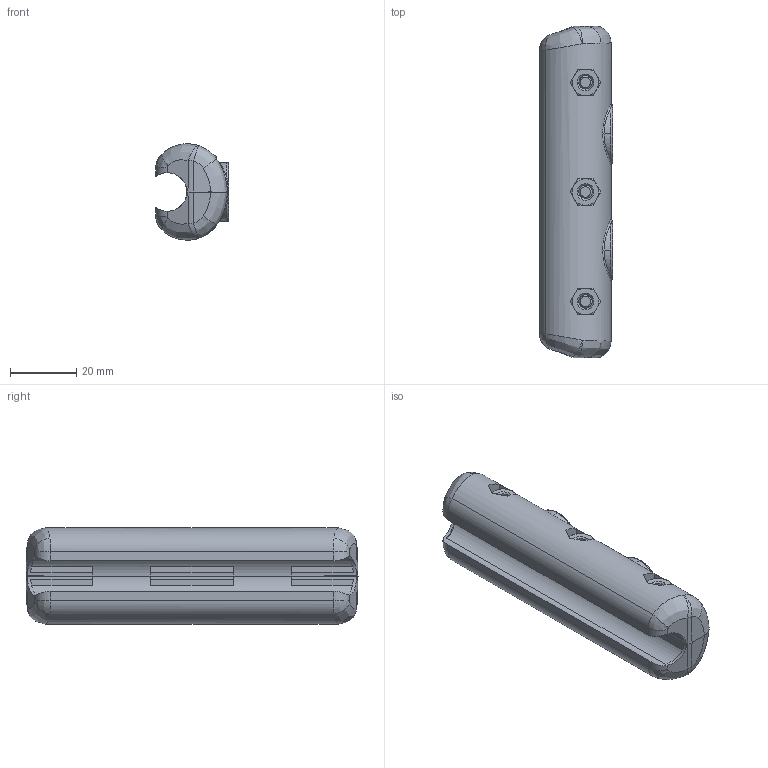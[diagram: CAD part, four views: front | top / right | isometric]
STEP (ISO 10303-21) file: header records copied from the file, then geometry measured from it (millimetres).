
FILE_DESCRIPTION (( 'STEP AP214' ), '1' );
FILE_NAME ('Rexnord-689682.STEP', '2023-08-02T10:27:37', ( '' ), ( '' ), 'SwSTEP 2.0', 'SolidWorks 2022', '' );
FILE_SCHEMA (( 'AUTOMOTIVE_DESIGN' ));
Length unit declared in the file: millimetre
Products named in the file (5): Rexnord-689682_S0676_2; Rexnord-689682_M4-16; Rexnord-689682_S0676_1; Rexnord-689682; Rexnord-689682_NUT
Assembly tree (8 placements, depth 2):
  Rexnord-689682
    Rexnord-689682_S0676_1
    Rexnord-689682_S0676_2
    Rexnord-689682_NUT  x3
    Rexnord-689682_M4-16  x3
Bounding box: 22 x 100 x 29.02 mm (x, y, z)
Volume: 37645.7 mm3; surface area: 17069 mm2
Topology: 8 solids, 8 shells, 325 faces, 801 edges, 500 vertices
Faces by surface type: plane 139, cylinder 78, cone 66, bspline 42
Entity records: 10087 total; most frequent: CARTESIAN_POINT 4269, ORIENTED_EDGE 1174, DIRECTION 918, EDGE_CURVE 587, VERTEX_POINT 376, AXIS2_PLACEMENT_3D 324, LINE 270, VECTOR 270
